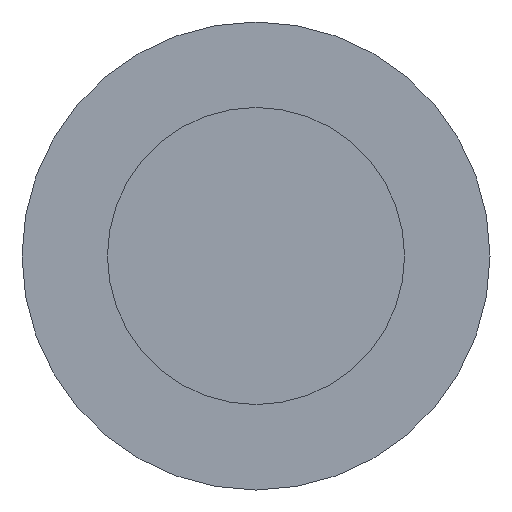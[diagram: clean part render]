
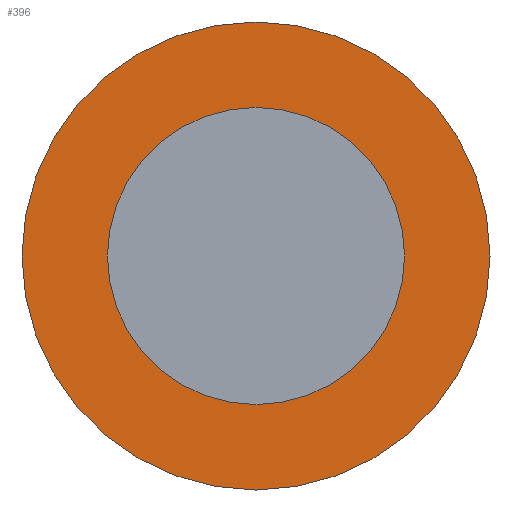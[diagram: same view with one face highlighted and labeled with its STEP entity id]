
A CAD part, left-side view. The second image highlights one B-rep face of the part: STEP entity #396.
In plain terms, the highlighted planar face has unit normal (-1, 0, 0).
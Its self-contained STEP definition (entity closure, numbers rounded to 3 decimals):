
#3 = AXIS2_PLACEMENT_3D ( 'NONE', #956, #957, #958 ) ;
#62 = CIRCLE ( 'NONE', #63, 60. ) ;
#63 = AXIS2_PLACEMENT_3D ( 'NONE', #941, #942, #943 ) ;
#70 = CIRCLE ( 'NONE', #3, 94.5 ) ;
#243 = EDGE_CURVE ( 'NONE', #3631, #3634, #1933, .T. ) ;
#258 = EDGE_CURVE ( 'NONE', #3627, #3626, #1939, .T. ) ;
#329 = EDGE_CURVE ( 'NONE', #3626, #3627, #62, .T. ) ;
#335 = EDGE_CURVE ( 'NONE', #3634, #3631, #70, .T. ) ;
#396 = ADVANCED_FACE ( 'NONE', ( #1381, #1383 ), #1384, .F. ) ;
#435 = CARTESIAN_POINT ( 'NONE',  ( 0., 0., 0. ) ) ;
#436 = DIRECTION ( 'NONE',  ( -1., 0., 0. ) ) ;
#437 = DIRECTION ( 'NONE',  ( 0., 0., 1. ) ) ;
#941 = CARTESIAN_POINT ( 'NONE',  ( 0., 0., 0. ) ) ;
#942 = DIRECTION ( 'NONE',  ( -1., 0., 0. ) ) ;
#943 = DIRECTION ( 'NONE',  ( 0., 0., 1. ) ) ;
#956 = CARTESIAN_POINT ( 'NONE',  ( 0., 0., 0. ) ) ;
#957 = DIRECTION ( 'NONE',  ( -1., 0., 0. ) ) ;
#958 = DIRECTION ( 'NONE',  ( 0., 0., 1. ) ) ;
#1378 = DIRECTION ( 'NONE',  ( 1., 0., 0. ) ) ;
#1380 = CARTESIAN_POINT ( 'NONE',  ( 0., 60., 0. ) ) ;
#1381 = FACE_BOUND ( 'NONE', #3498, .T. ) ;
#1383 = FACE_OUTER_BOUND ( 'NONE', #3501, .T. ) ;
#1384 = PLANE ( 'NONE',  #3332 ) ;
#1386 = DIRECTION ( 'NONE',  ( 0., 0., -1. ) ) ;
#1757 = DIRECTION ( 'NONE',  ( 0., 0., 1. ) ) ;
#1758 = DIRECTION ( 'NONE',  ( -1., 0., 0. ) ) ;
#1759 = CARTESIAN_POINT ( 'NONE',  ( 0., 0., 0. ) ) ;
#1928 = AXIS2_PLACEMENT_3D ( 'NONE', #1759, #1758, #1757 ) ;
#1933 = CIRCLE ( 'NONE', #1928, 94.5 ) ;
#1939 = CIRCLE ( 'NONE', #1945, 60. ) ;
#1945 = AXIS2_PLACEMENT_3D ( 'NONE', #435, #436, #437 ) ;
#2723 = CARTESIAN_POINT ( 'NONE',  ( 0., 0., -60. ) ) ;
#2744 = CARTESIAN_POINT ( 'NONE',  ( 0., 0., 60. ) ) ;
#2747 = CARTESIAN_POINT ( 'NONE',  ( 0., 0., 94.5 ) ) ;
#2750 = CARTESIAN_POINT ( 'NONE',  ( 0., 0., -94.5 ) ) ;
#3332 = AXIS2_PLACEMENT_3D ( 'NONE', #1380, #1378, #1386 ) ;
#3476 = ORIENTED_EDGE ( 'NONE', *, *, #258, .F. ) ;
#3480 = ORIENTED_EDGE ( 'NONE', *, *, #243, .T. ) ;
#3498 = EDGE_LOOP ( 'NONE', ( #4699, #3476 ) ) ;
#3501 = EDGE_LOOP ( 'NONE', ( #3480, #4580 ) ) ;
#3626 = VERTEX_POINT ( 'NONE', #2744 ) ;
#3627 = VERTEX_POINT ( 'NONE', #2723 ) ;
#3631 = VERTEX_POINT ( 'NONE', #2747 ) ;
#3634 = VERTEX_POINT ( 'NONE', #2750 ) ;
#4580 = ORIENTED_EDGE ( 'NONE', *, *, #335, .T. ) ;
#4699 = ORIENTED_EDGE ( 'NONE', *, *, #329, .F. ) ;
